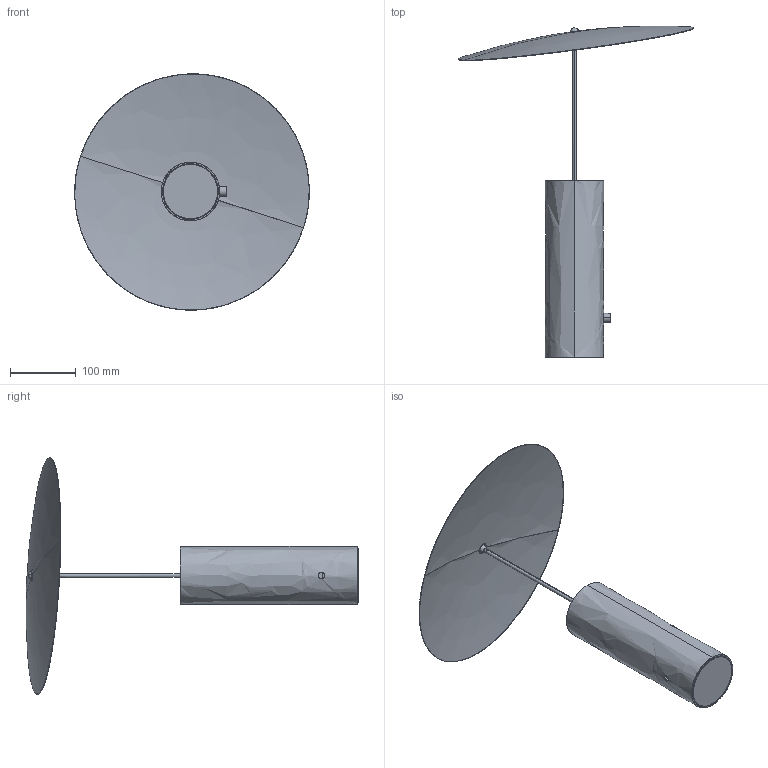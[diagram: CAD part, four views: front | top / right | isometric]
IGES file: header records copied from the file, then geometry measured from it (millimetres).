
Global section: file name:Jul 2014 - Parasol Assembly with Kams.igs; native system: Rhinoceros ( Oct 24 2012 ); preprocessor: Trout Lake IGES 012 Oct 24 2012; date: 141117.101901; units: millimetre
Bounding box: 358.25 x 506.73 x 360.74 mm (x, y, z)
Surface area: 376181.5 mm2 (no closed solid volume)
Topology: 0 solids, 0 shells, 73 faces, 360 edges, 352 vertices
Faces by surface type: bspline 73
